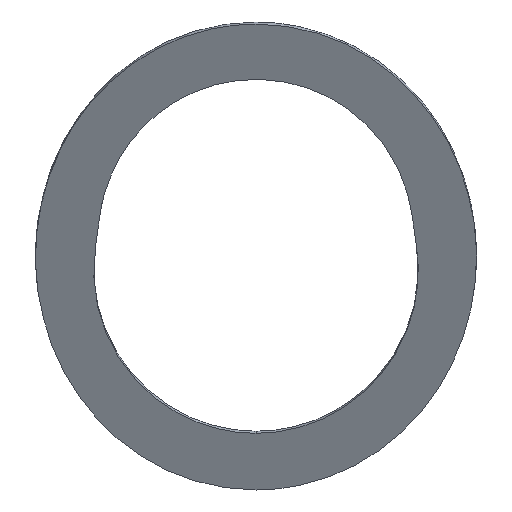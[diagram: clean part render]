
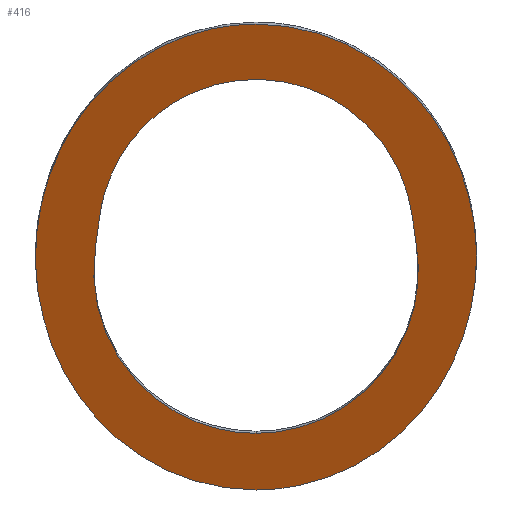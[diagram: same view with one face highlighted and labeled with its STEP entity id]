
A CAD part, top view. The second image highlights one B-rep face of the part: STEP entity #416.
In plain terms, the highlighted planar face has unit normal (0, -0.423, 0.906).
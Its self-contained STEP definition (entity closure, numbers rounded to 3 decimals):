
#5 = EDGE_CURVE ( 'NONE', #209, #271, #62, .T. ) ;
#12 = CARTESIAN_POINT ( 'NONE',  ( 1.538, 130.007, 26.998 ) ) ;
#22 = CARTESIAN_POINT ( 'NONE',  ( 7.847, 121.893, 23.214 ) ) ;
#34 = VERTEX_POINT ( 'NONE', #340 ) ;
#35 = CARTESIAN_POINT ( 'NONE',  ( 1.538, 113.648, 19.369 ) ) ;
#42 = CARTESIAN_POINT ( 'NONE',  ( -5.985, 114.809, 19.911 ) ) ;
#45 = CARTESIAN_POINT ( 'NONE',  ( 1.538, 113.648, 19.369 ) ) ;
#47 = CARTESIAN_POINT ( 'NONE',  ( 7.903, 121.483, 23.023 ) ) ;
#50 = FACE_OUTER_BOUND ( 'NONE', #116, .T. ) ;
#56 = B_SPLINE_CURVE_WITH_KNOTS ( 'NONE', 3,
 ( #248, #314, #222, #420, #92, #156, #385, #320, #215 ),
 .UNSPECIFIED., .F., .F.,
 ( 4, 1, 1, 1, 1, 1, 4 ),
 ( 0., 0.393, 0.785, 1.571, 2.356, 2.749, 3.142 ),
 .UNSPECIFIED. ) ;
#62 = B_SPLINE_CURVE_WITH_KNOTS ( 'NONE', 3,
 ( #342, #47, #22, #280 ),
 .UNSPECIFIED., .F., .F.,
 ( 4, 4 ),
 ( 0., 1. ),
 .UNSPECIFIED. ) ;
#69 = ORIENTED_EDGE ( 'NONE', *, *, #208, .F. ) ;
#77 = VERTEX_POINT ( 'NONE', #287 ) ;
#82 = CARTESIAN_POINT ( 'NONE',  ( 7.793, 122.304, 23.406 ) ) ;
#83 = B_SPLINE_CURVE_WITH_KNOTS ( 'NONE', 3,
 ( #373, #177, #375, #211 ),
 .UNSPECIFIED., .F., .F.,
 ( 4, 4 ),
 ( 0., 1. ),
 .UNSPECIFIED. ) ;
#90 = FACE_BOUND ( 'NONE', #305, .T. ) ;
#92 = CARTESIAN_POINT ( 'NONE',  ( 11.231, 120.695, 22.655 ) ) ;
#93 = AXIS2_PLACEMENT_3D ( 'NONE', #214, #343, #186 ) ;
#102 = CARTESIAN_POINT ( 'NONE',  ( 1.538, 111.382, 18.313 ) ) ;
#105 = ORIENTED_EDGE ( 'NONE', *, *, #355, .F. ) ;
#112 = CARTESIAN_POINT ( 'NONE',  ( 5.79, 113.648, 19.369 ) ) ;
#116 = EDGE_LOOP ( 'NONE', ( #372, #69 ) ) ;
#135 = CARTESIAN_POINT ( 'NONE',  ( -2.089, 111.919, 18.563 ) ) ;
#151 = CARTESIAN_POINT ( 'NONE',  ( -2.714, 113.648, 19.369 ) ) ;
#153 = PLANE ( 'NONE',  #93 ) ;
#156 = CARTESIAN_POINT ( 'NONE',  ( 9.061, 114.809, 19.911 ) ) ;
#173 = ORIENTED_EDGE ( 'NONE', *, *, #389, .F. ) ;
#175 = CARTESIAN_POINT ( 'NONE',  ( 8.573, 116.864, 20.869 ) ) ;
#177 = CARTESIAN_POINT ( 'NONE',  ( -4.77, 121.893, 23.214 ) ) ;
#179 = CARTESIAN_POINT ( 'NONE',  ( -4.716, 122.304, 23.406 ) ) ;
#180 = CARTESIAN_POINT ( 'NONE',  ( 7.963, 121.073, 22.832 ) ) ;
#183 =( BOUNDED_CURVE ( )  B_SPLINE_CURVE ( 3, ( #82, #379, #250, #348 ),
 .UNSPECIFIED., .F., .T. ) 
 B_SPLINE_CURVE_WITH_KNOTS ( ( 4, 4 ),
 ( 1.701, 4.583 ),
 .UNSPECIFIED. ) 
 CURVE ( )  GEOMETRIC_REPRESENTATION_ITEM ( )  RATIONAL_B_SPLINE_CURVE ( ( 1., 0.42, 0.42, 1. ) ) 
 REPRESENTATION_ITEM ( '' )  );
#186 = DIRECTION ( 'NONE',  ( 0., 0.906, 0.423 ) ) ;
#206 = CARTESIAN_POINT ( 'NONE',  ( -5.985, 126.58, 25.4 ) ) ;
#207 = VERTEX_POINT ( 'NONE', #402 ) ;
#208 = EDGE_CURVE ( 'NONE', #34, #77, #270, .T. ) ;
#209 = VERTEX_POINT ( 'NONE', #240 ) ;
#211 = CARTESIAN_POINT ( 'NONE',  ( -4.886, 121.073, 22.832 ) ) ;
#214 = CARTESIAN_POINT ( 'NONE',  ( 0., 12.879, -27.62 ) ) ;
#215 = CARTESIAN_POINT ( 'NONE',  ( 1.538, 111.382, 18.313 ) ) ;
#222 = CARTESIAN_POINT ( 'NONE',  ( 5.165, 129.47, 26.747 ) ) ;
#226 = CARTESIAN_POINT ( 'NONE',  ( 0.329, 111.382, 18.313 ) ) ;
#238 = VERTEX_POINT ( 'NONE', #35 ) ;
#240 = CARTESIAN_POINT ( 'NONE',  ( 7.963, 121.073, 22.832 ) ) ;
#244 = CARTESIAN_POINT ( 'NONE',  ( -5.496, 116.864, 20.869 ) ) ;
#248 = CARTESIAN_POINT ( 'NONE',  ( 1.538, 130.007, 26.998 ) ) ;
#250 = CARTESIAN_POINT ( 'NONE',  ( -3.431, 132.162, 28.002 ) ) ;
#270 = B_SPLINE_CURVE_WITH_KNOTS ( 'NONE', 3,
 ( #102, #226, #135, #42, #368, #206, #399, #365, #12 ),
 .UNSPECIFIED., .F., .F.,
 ( 4, 1, 1, 1, 1, 1, 4 ),
 ( 3.142, 3.534, 3.927, 4.712, 5.498, 5.89, 6.283 ),
 .UNSPECIFIED. ) ;
#271 = VERTEX_POINT ( 'NONE', #299 ) ;
#276 =( BOUNDED_CURVE ( )  B_SPLINE_CURVE ( 3, ( #377, #244, #151, #279 ),
 .UNSPECIFIED., .F., .T. ) 
 B_SPLINE_CURVE_WITH_KNOTS ( ( 4, 4 ),
 ( 4.568, 6.283 ),
 .UNSPECIFIED. ) 
 CURVE ( )  GEOMETRIC_REPRESENTATION_ITEM ( )  RATIONAL_B_SPLINE_CURVE ( ( 1., 0.77, 0.77, 1. ) ) 
 REPRESENTATION_ITEM ( '' )  );
#279 = CARTESIAN_POINT ( 'NONE',  ( 1.538, 113.648, 19.369 ) ) ;
#280 = CARTESIAN_POINT ( 'NONE',  ( 7.793, 122.304, 23.406 ) ) ;
#287 = CARTESIAN_POINT ( 'NONE',  ( 1.538, 130.007, 26.998 ) ) ;
#294 = EDGE_CURVE ( 'NONE', #238, #209, #409, .T. ) ;
#299 = CARTESIAN_POINT ( 'NONE',  ( 7.793, 122.304, 23.406 ) ) ;
#303 = ORIENTED_EDGE ( 'NONE', *, *, #294, .F. ) ;
#305 = EDGE_LOOP ( 'NONE', ( #309, #303, #105, #366, #173 ) ) ;
#309 = ORIENTED_EDGE ( 'NONE', *, *, #5, .F. ) ;
#314 = CARTESIAN_POINT ( 'NONE',  ( 2.747, 130.007, 26.998 ) ) ;
#316 = EDGE_CURVE ( 'NONE', #333, #207, #83, .T. ) ;
#320 = CARTESIAN_POINT ( 'NONE',  ( 2.747, 111.382, 18.313 ) ) ;
#333 = VERTEX_POINT ( 'NONE', #179 ) ;
#340 = CARTESIAN_POINT ( 'NONE',  ( 1.538, 111.382, 18.313 ) ) ;
#342 = CARTESIAN_POINT ( 'NONE',  ( 7.963, 121.073, 22.832 ) ) ;
#343 = DIRECTION ( 'NONE',  ( 0., 0.423, -0.906 ) ) ;
#348 = CARTESIAN_POINT ( 'NONE',  ( -4.716, 122.304, 23.406 ) ) ;
#355 = EDGE_CURVE ( 'NONE', #207, #238, #276, .T. ) ;
#365 = CARTESIAN_POINT ( 'NONE',  ( 0.329, 130.007, 26.998 ) ) ;
#366 = ORIENTED_EDGE ( 'NONE', *, *, #316, .F. ) ;
#368 = CARTESIAN_POINT ( 'NONE',  ( -8.155, 120.695, 22.655 ) ) ;
#372 = ORIENTED_EDGE ( 'NONE', *, *, #397, .F. ) ;
#373 = CARTESIAN_POINT ( 'NONE',  ( -4.716, 122.304, 23.406 ) ) ;
#375 = CARTESIAN_POINT ( 'NONE',  ( -4.826, 121.483, 23.023 ) ) ;
#377 = CARTESIAN_POINT ( 'NONE',  ( -4.886, 121.073, 22.832 ) ) ;
#379 = CARTESIAN_POINT ( 'NONE',  ( 6.508, 132.162, 28.002 ) ) ;
#385 = CARTESIAN_POINT ( 'NONE',  ( 5.165, 111.919, 18.563 ) ) ;
#389 = EDGE_CURVE ( 'NONE', #271, #333, #183, .T. ) ;
#397 = EDGE_CURVE ( 'NONE', #77, #34, #56, .T. ) ;
#399 = CARTESIAN_POINT ( 'NONE',  ( -2.089, 129.47, 26.747 ) ) ;
#402 = CARTESIAN_POINT ( 'NONE',  ( -4.886, 121.073, 22.832 ) ) ;
#409 =( BOUNDED_CURVE ( )  B_SPLINE_CURVE ( 3, ( #45, #112, #175, #180 ),
 .UNSPECIFIED., .F., .F. ) 
 B_SPLINE_CURVE_WITH_KNOTS ( ( 4, 4 ),
 ( 0., 1.715 ),
 .UNSPECIFIED. ) 
 CURVE ( )  GEOMETRIC_REPRESENTATION_ITEM ( )  RATIONAL_B_SPLINE_CURVE ( ( 1., 0.77, 0.77, 1. ) ) 
 REPRESENTATION_ITEM ( '' )  );
#416 = ADVANCED_FACE ( 'NONE', ( #90, #50 ), #153, .F. ) ;
#420 = CARTESIAN_POINT ( 'NONE',  ( 9.061, 126.58, 25.4 ) ) ;
